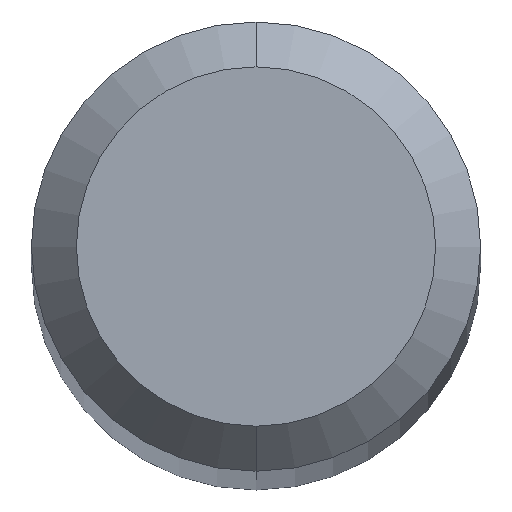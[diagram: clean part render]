
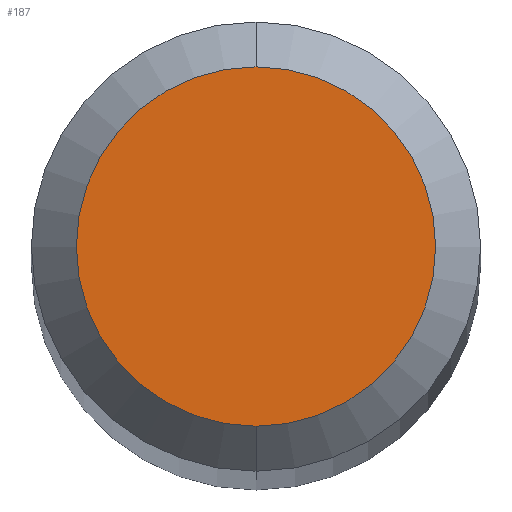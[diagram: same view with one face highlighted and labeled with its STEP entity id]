
A CAD part, top view. The second image highlights one B-rep face of the part: STEP entity #187.
In plain terms, the highlighted planar face has unit normal (0, 0, 1).
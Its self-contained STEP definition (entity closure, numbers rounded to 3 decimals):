
#12 = CARTESIAN_POINT ( 'NONE',  ( 0., 0., 0. ) ) ;
#20 = FACE_OUTER_BOUND ( 'NONE', #176, .T. ) ;
#32 = EDGE_CURVE ( 'NONE', #68, #56, #175, .T. ) ;
#56 = VERTEX_POINT ( 'NONE', #180 ) ;
#57 = DIRECTION ( 'NONE',  ( 0., 0., 1. ) ) ;
#60 = CARTESIAN_POINT ( 'NONE',  ( 0., -1.111, 0. ) ) ;
#65 = PLANE ( 'NONE',  #179 ) ;
#67 = DIRECTION ( 'NONE',  ( 0., 1., 0. ) ) ;
#68 = VERTEX_POINT ( 'NONE', #60 ) ;
#79 = ORIENTED_EDGE ( 'NONE', *, *, #100, .T. ) ;
#83 = CARTESIAN_POINT ( 'NONE',  ( 0., 1.389, 0. ) ) ;
#100 = EDGE_CURVE ( 'NONE', #56, #68, #127, .T. ) ;
#105 = DIRECTION ( 'NONE',  ( 0., 1., 0. ) ) ;
#113 = DIRECTION ( 'NONE',  ( 0., 1., 0. ) ) ;
#127 = CIRCLE ( 'NONE', #177, 1.111 ) ;
#128 = DIRECTION ( 'NONE',  ( 0., 0., -1. ) ) ;
#140 = AXIS2_PLACEMENT_3D ( 'NONE', #152, #57, #67 ) ;
#152 = CARTESIAN_POINT ( 'NONE',  ( 0., 0., 0. ) ) ;
#161 = DIRECTION ( 'NONE',  ( 0., 0., 1. ) ) ;
#175 = CIRCLE ( 'NONE', #140, 1.111 ) ;
#176 = EDGE_LOOP ( 'NONE', ( #79, #190 ) ) ;
#177 = AXIS2_PLACEMENT_3D ( 'NONE', #12, #161, #105 ) ;
#179 = AXIS2_PLACEMENT_3D ( 'NONE', #83, #128, #113 ) ;
#180 = CARTESIAN_POINT ( 'NONE',  ( 0., 1.111, 0. ) ) ;
#187 = ADVANCED_FACE ( 'NONE', ( #20 ), #65, .F. ) ;
#190 = ORIENTED_EDGE ( 'NONE', *, *, #32, .T. ) ;
